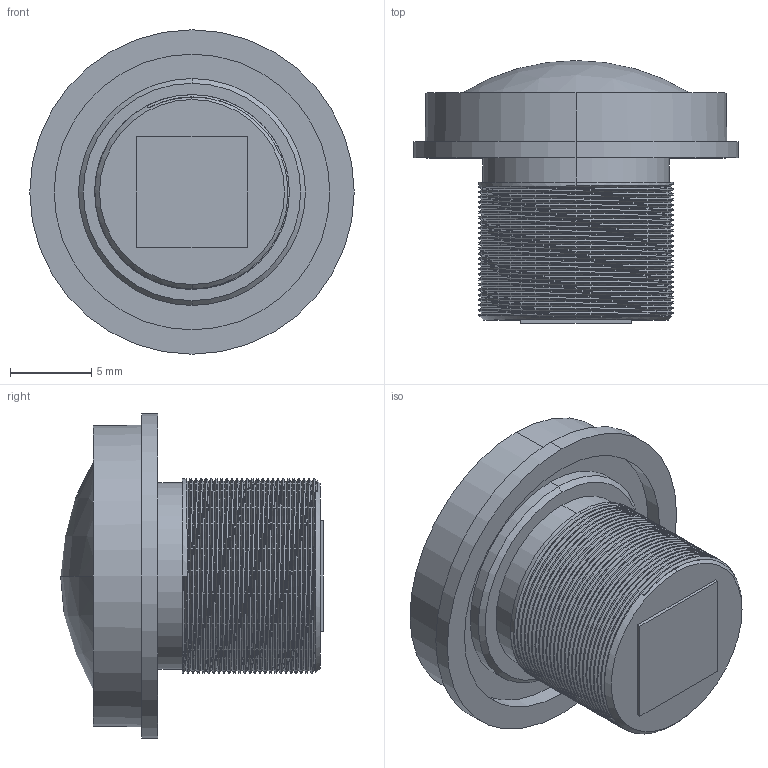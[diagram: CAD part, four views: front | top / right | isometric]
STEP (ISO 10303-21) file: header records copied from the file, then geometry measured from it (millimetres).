
FILE_DESCRIPTION (( 'STEP AP214' ), '1' );
FILE_NAME ('ln031.STEP', '2020-10-10T07:38:42', ( '' ), ( '' ), 'SwSTEP 2.0', 'SolidWorks 2020', '' );
FILE_SCHEMA (( 'AUTOMOTIVE_DESIGN' ));
Length unit declared in the file: millimetre
Products named in the file (1): ln031
Bounding box: 20 x 16.2 x 20 mm (x, y, z)
Surface area: 1966.1 mm2 (no closed solid volume)
Topology: 0 solids, 3 shells, 96 faces, 249 edges, 165 vertices
Faces by surface type: cylinder 67, plane 17, cone 6, bspline 4, sphere 2
Entity records: 6035 total; most frequent: CARTESIAN_POINT 3924, ORIENTED_EDGE 496, DIRECTION 363, EDGE_CURVE 249, VERTEX_POINT 165, AXIS2_PLACEMENT_3D 137, EDGE_LOOP 105, FACE_OUTER_BOUND 96
